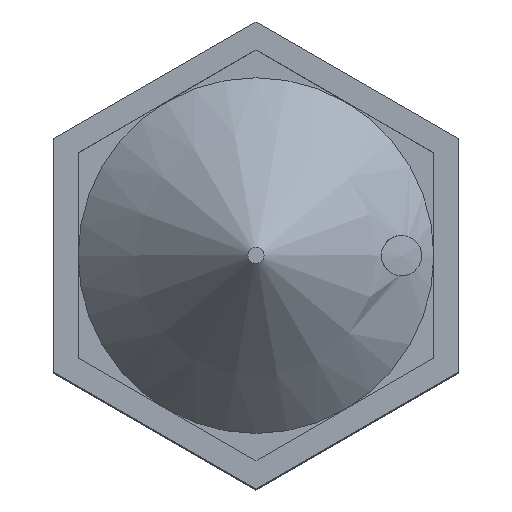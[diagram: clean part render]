
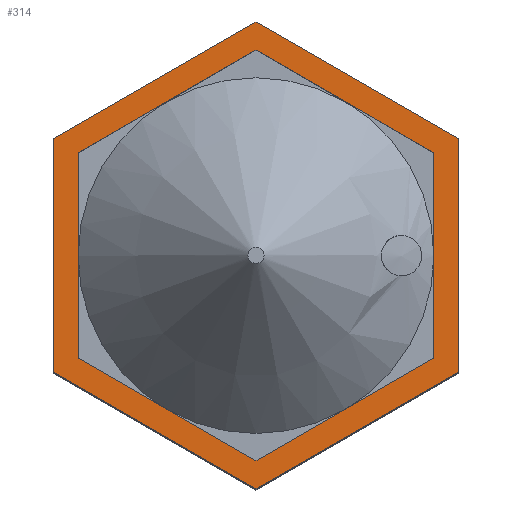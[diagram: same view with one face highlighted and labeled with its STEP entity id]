
A CAD part, top view. The second image highlights one B-rep face of the part: STEP entity #314.
In plain terms, the highlighted planar face has unit normal (0, 0, 1).
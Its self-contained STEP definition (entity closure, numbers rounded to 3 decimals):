
#314=ADVANCED_FACE('',(#949,#951),#953,.T.);
#949=FACE_BOUND('',#950,.T.);
#950=EDGE_LOOP('',(#1415,#1416,#1417,#1418,#1419,#1420));
#951=FACE_BOUND('',#952,.T.);
#952=EDGE_LOOP('',(#1421,#1422,#1423,#1424,#1425,#1426));
#953=PLANE('',#954);
#954=AXIS2_PLACEMENT_3D('',#955,#956,#957);
#955=CARTESIAN_POINT('',(0.,0.,20.));
#956=DIRECTION('',(0.,0.,1.));
#957=DIRECTION('',(-1.,0.,0.));
#1415=ORIENTED_EDGE('',*,*,#1648,.T.);
#1416=ORIENTED_EDGE('',*,*,#1649,.T.);
#1417=ORIENTED_EDGE('',*,*,#1650,.T.);
#1418=ORIENTED_EDGE('',*,*,#1651,.T.);
#1419=ORIENTED_EDGE('',*,*,#1652,.T.);
#1420=ORIENTED_EDGE('',*,*,#1653,.T.);
#1421=ORIENTED_EDGE('',*,*,#1645,.T.);
#1422=ORIENTED_EDGE('',*,*,#1643,.T.);
#1423=ORIENTED_EDGE('',*,*,#1641,.T.);
#1424=ORIENTED_EDGE('',*,*,#1639,.T.);
#1425=ORIENTED_EDGE('',*,*,#1637,.T.);
#1426=ORIENTED_EDGE('',*,*,#1634,.T.);
#1634=EDGE_CURVE('',#1939,#1940,#1941,.F.);
#1637=EDGE_CURVE('',#1944,#1939,#1945,.F.);
#1639=EDGE_CURVE('',#1947,#1944,#1948,.F.);
#1641=EDGE_CURVE('',#1950,#1947,#1951,.F.);
#1643=EDGE_CURVE('',#1953,#1950,#1954,.F.);
#1645=EDGE_CURVE('',#1940,#1953,#1956,.F.);
#1648=EDGE_CURVE('',#1960,#1961,#1962,.T.);
#1649=EDGE_CURVE('',#1961,#1963,#1964,.T.);
#1650=EDGE_CURVE('',#1963,#1965,#1966,.T.);
#1651=EDGE_CURVE('',#1965,#1967,#1968,.T.);
#1652=EDGE_CURVE('',#1967,#1969,#1970,.T.);
#1653=EDGE_CURVE('',#1969,#1960,#1971,.T.);
#1939=VERTEX_POINT('',#4194);
#1940=VERTEX_POINT('',#4195);
#1941=LINE('',#4196,#4197);
#1944=VERTEX_POINT('',#4205);
#1945=LINE('',#4206,#4207);
#1947=VERTEX_POINT('',#4212);
#1948=LINE('',#4213,#4214);
#1950=VERTEX_POINT('',#4219);
#1951=LINE('',#4220,#4221);
#1953=VERTEX_POINT('',#4226);
#1954=LINE('',#4227,#4228);
#1956=LINE('',#4233,#4234);
#1960=VERTEX_POINT('',#4359);
#1961=VERTEX_POINT('',#4360);
#1962=LINE('',#4361,#4362);
#1963=VERTEX_POINT('',#4364);
#1964=LINE('',#4365,#4366);
#1965=VERTEX_POINT('',#4368);
#1966=LINE('',#4369,#4370);
#1967=VERTEX_POINT('',#4372);
#1968=LINE('',#4373,#4374);
#1969=VERTEX_POINT('',#4376);
#1970=LINE('',#4377,#4378);
#1971=LINE('',#4380,#4381);
#4194=CARTESIAN_POINT('',(22.,12.702,20.));
#4195=CARTESIAN_POINT('',(22.,-12.702,20.));
#4196=CARTESIAN_POINT('',(22.,-12.702,20.));
#4197=VECTOR('',#4198,1.);
#4198=DIRECTION('',(0.,1.,0.));
#4205=CARTESIAN_POINT('',(0.,25.403,20.));
#4206=CARTESIAN_POINT('',(22.,12.702,20.));
#4207=VECTOR('',#4208,1.);
#4208=DIRECTION('',(-0.866,0.5,0.));
#4212=CARTESIAN_POINT('',(-22.,12.702,20.));
#4213=CARTESIAN_POINT('',(0.,25.403,20.));
#4214=VECTOR('',#4215,1.);
#4215=DIRECTION('',(-0.866,-0.5,0.));
#4219=CARTESIAN_POINT('',(-22.,-12.702,20.));
#4220=CARTESIAN_POINT('',(-22.,12.702,20.));
#4221=VECTOR('',#4222,1.);
#4222=DIRECTION('',(0.,-1.,0.));
#4226=CARTESIAN_POINT('',(0.,-25.403,20.));
#4227=CARTESIAN_POINT('',(-22.,-12.702,20.));
#4228=VECTOR('',#4229,1.);
#4229=DIRECTION('',(0.866,-0.5,0.));
#4233=CARTESIAN_POINT('',(0.,-25.403,20.));
#4234=VECTOR('',#4235,1.);
#4235=DIRECTION('',(0.866,0.5,0.));
#4359=CARTESIAN_POINT('',(0.,-28.868,20.));
#4360=CARTESIAN_POINT('',(25.,-14.434,20.));
#4361=CARTESIAN_POINT('',(0.,-28.868,20.));
#4362=VECTOR('',#4363,1.);
#4363=DIRECTION('',(0.866,0.5,0.));
#4364=CARTESIAN_POINT('',(25.,14.434,20.));
#4365=CARTESIAN_POINT('',(25.,-14.434,20.));
#4366=VECTOR('',#4367,1.);
#4367=DIRECTION('',(0.,1.,0.));
#4368=CARTESIAN_POINT('',(0.,28.868,20.));
#4369=CARTESIAN_POINT('',(25.,14.434,20.));
#4370=VECTOR('',#4371,1.);
#4371=DIRECTION('',(-0.866,0.5,0.));
#4372=CARTESIAN_POINT('',(-25.,14.434,20.));
#4373=CARTESIAN_POINT('',(0.,28.868,20.));
#4374=VECTOR('',#4375,1.);
#4375=DIRECTION('',(-0.866,-0.5,0.));
#4376=CARTESIAN_POINT('',(-25.,-14.434,20.));
#4377=CARTESIAN_POINT('',(-25.,14.434,20.));
#4378=VECTOR('',#4379,1.);
#4379=DIRECTION('',(0.,-1.,0.));
#4380=CARTESIAN_POINT('',(-25.,-14.434,20.));
#4381=VECTOR('',#4382,1.);
#4382=DIRECTION('',(0.866,-0.5,0.));
